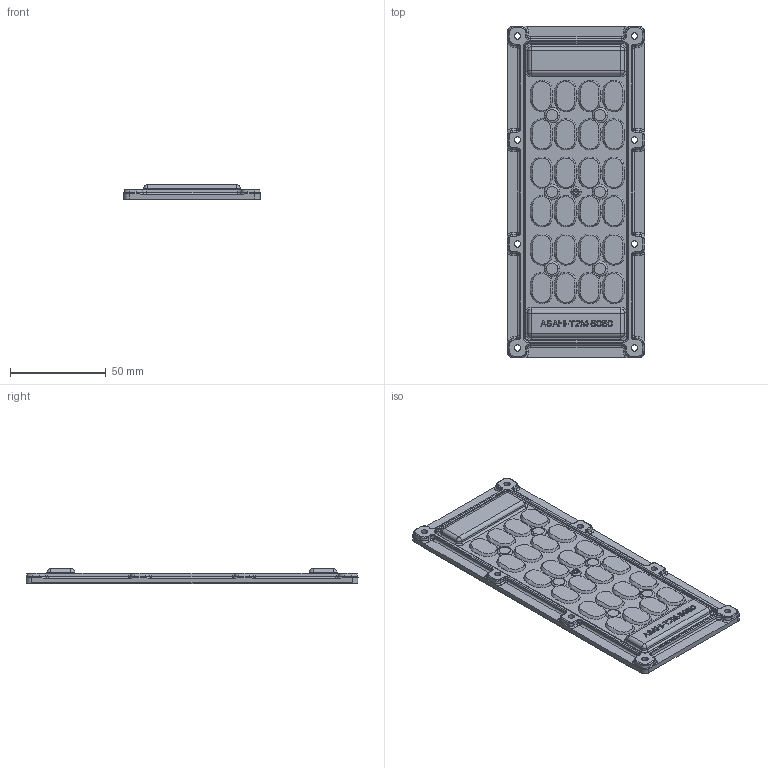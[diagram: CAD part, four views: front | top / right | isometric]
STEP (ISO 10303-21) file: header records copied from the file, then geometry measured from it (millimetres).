
FILE_DESCRIPTION((''),'2;1');
FILE_NAME('510A8EE6FC1446674E6F7719E15C81A','2022-03-14T',('Administrator'),(''),'PRO/ENGINEER BY PARAMETRIC TECHNOLOGY CORPORATION, 2007090','PRO/ENGINEER BY PARAMETRIC TECHNOLOGY CORPORATION, 2007090','');
FILE_SCHEMA(('CONFIG_CONTROL_DESIGN'));
Products named in the file (1): 510A8EE6FC1446674E6F7719E15C81A
Bounding box: 71.53 x 173.02 x 7.91 mm (x, y, z)
Volume: 36045.4 mm3; surface area: 33207.7 mm2
Topology: 1 solids, 1 shells, 1181 faces, 3070 edges, 1953 vertices
Faces by surface type: plane 611, bspline 220, cylinder 176, cone 132, torus 26, sphere 16
Entity records: 105046 total; most frequent: CARTESIAN_POINT 77954, ORIENTED_EDGE 6044, DIRECTION 4830, EDGE_CURVE 3022, VERTEX_POINT 1953, VECTOR 1796, LINE 1796, AXIS2_PLACEMENT_3D 1517
